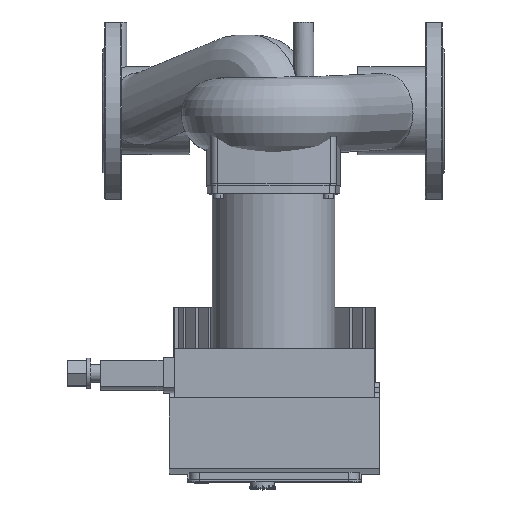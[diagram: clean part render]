
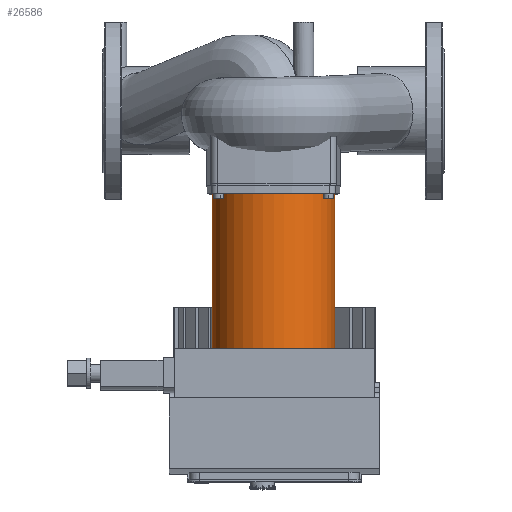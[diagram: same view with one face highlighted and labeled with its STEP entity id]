
A CAD part, top view. The second image highlights one B-rep face of the part: STEP entity #26586.
In plain terms, the highlighted cylindrical face has radius 61 mm (diameter 122 mm), a full revolution.
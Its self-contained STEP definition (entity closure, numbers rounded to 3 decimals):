
#234=FACE_BOUND('',#9313,.T.);
#6055=CYLINDRICAL_SURFACE('',#29132,61.);
#7711=FACE_OUTER_BOUND('',#9312,.T.);
#9312=EDGE_LOOP('',(#23963));
#9313=EDGE_LOOP('',(#23964));
#10368=CIRCLE('',#29133,61.);
#10369=CIRCLE('',#29134,61.);
#12702=VERTEX_POINT('',#77278);
#12703=VERTEX_POINT('',#77280);
#16476=EDGE_CURVE('',#12702,#12702,#10368,.T.);
#16477=EDGE_CURVE('',#12703,#12703,#10369,.T.);
#23963=ORIENTED_EDGE('',*,*,#16476,.T.);
#23964=ORIENTED_EDGE('',*,*,#16477,.F.);
#26586=ADVANCED_FACE('',(#7711,#234),#6055,.T.);
#29132=AXIS2_PLACEMENT_3D('',#77277,#36561,#36562);
#29133=AXIS2_PLACEMENT_3D('',#77279,#36563,#36564);
#29134=AXIS2_PLACEMENT_3D('',#77281,#36565,#36566);
#36561=DIRECTION('center_axis',(0.,-1.,0.));
#36562=DIRECTION('ref_axis',(-1.,0.,0.));
#36563=DIRECTION('center_axis',(0.,1.,0.));
#36564=DIRECTION('ref_axis',(-1.,0.,0.));
#36565=DIRECTION('center_axis',(0.,1.,0.));
#36566=DIRECTION('ref_axis',(-1.,0.,0.));
#77277=CARTESIAN_POINT('Origin',(170.,-82.5,150.));
#77278=CARTESIAN_POINT('',(231.,-237.,150.));
#77279=CARTESIAN_POINT('Origin',(170.,-237.,150.));
#77280=CARTESIAN_POINT('',(170.,-82.5,89.));
#77281=CARTESIAN_POINT('Origin',(170.,-82.5,150.));
